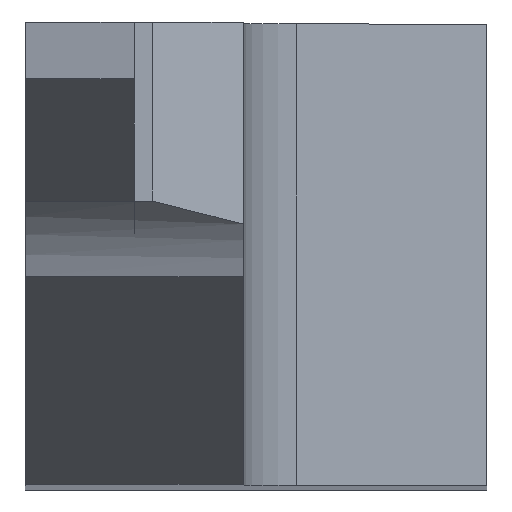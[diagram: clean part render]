
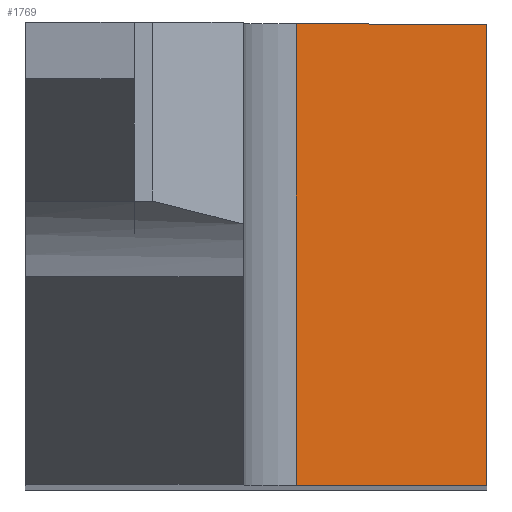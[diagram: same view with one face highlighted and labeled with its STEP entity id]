
A CAD part, top view. The second image highlights one B-rep face of the part: STEP entity #1769.
In plain terms, the highlighted planar face has unit normal (0.707, 0, 0.707).
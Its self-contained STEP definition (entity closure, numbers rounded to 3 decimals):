
#55 = VERTEX_POINT ( 'NONE', #1374 ) ;
#63 = DIRECTION ( 'NONE',  ( -0.707, 0., 0.707 ) ) ;
#152 = CARTESIAN_POINT ( 'NONE',  ( 0., 0., -29.771 ) ) ;
#163 = VECTOR ( 'NONE', #1162, 1000. ) ;
#173 = VERTEX_POINT ( 'NONE', #965 ) ;
#185 = LINE ( 'NONE', #251, #1567 ) ;
#217 = CARTESIAN_POINT ( 'NONE',  ( 0., 12.7, -29.771 ) ) ;
#248 = FACE_OUTER_BOUND ( 'NONE', #996, .T. ) ;
#251 = CARTESIAN_POINT ( 'NONE',  ( 35.114, 0., -64.886 ) ) ;
#263 = CARTESIAN_POINT ( 'NONE',  ( -5.236, 139.7, -24.536 ) ) ;
#286 = LINE ( 'NONE', #395, #707 ) ;
#316 = ORIENTED_EDGE ( 'NONE', *, *, #1807, .T. ) ;
#395 = CARTESIAN_POINT ( 'NONE',  ( 35.114, 12.7, -64.886 ) ) ;
#418 = ORIENTED_EDGE ( 'NONE', *, *, #1015, .F. ) ;
#670 = VECTOR ( 'NONE', #1955, 1000. ) ;
#707 = VECTOR ( 'NONE', #1473, 1000. ) ;
#869 = DIRECTION ( 'NONE',  ( 0.707, 0., -0.707 ) ) ;
#888 = ORIENTED_EDGE ( 'NONE', *, *, #995, .F. ) ;
#907 = VERTEX_POINT ( 'NONE', #152 ) ;
#965 = CARTESIAN_POINT ( 'NONE',  ( -5.236, 12.7, -24.536 ) ) ;
#995 = EDGE_CURVE ( 'NONE', #1672, #907, #1198, .T. ) ;
#996 = EDGE_LOOP ( 'NONE', ( #316, #1259, #888, #418 ) ) ;
#1015 = EDGE_CURVE ( 'NONE', #173, #1672, #286, .T. ) ;
#1162 = DIRECTION ( 'NONE',  ( 0., -1., 0. ) ) ;
#1198 = LINE ( 'NONE', #2032, #163 ) ;
#1221 = CARTESIAN_POINT ( 'NONE',  ( 0., 139.7, -29.771 ) ) ;
#1258 = AXIS2_PLACEMENT_3D ( 'NONE', #1221, #1808, #869 ) ;
#1259 = ORIENTED_EDGE ( 'NONE', *, *, #1785, .F. ) ;
#1374 = CARTESIAN_POINT ( 'NONE',  ( -5.236, 0., -24.536 ) ) ;
#1376 = PLANE ( 'NONE',  #1258 ) ;
#1473 = DIRECTION ( 'NONE',  ( 0.707, 0., -0.707 ) ) ;
#1567 = VECTOR ( 'NONE', #63, 1000. ) ;
#1610 = LINE ( 'NONE', #263, #670 ) ;
#1672 = VERTEX_POINT ( 'NONE', #217 ) ;
#1769 = ADVANCED_FACE ( 'NONE', ( #248 ), #1376, .F. ) ;
#1785 = EDGE_CURVE ( 'NONE', #907, #55, #185, .T. ) ;
#1807 = EDGE_CURVE ( 'NONE', #173, #55, #1610, .T. ) ;
#1808 = DIRECTION ( 'NONE',  ( -0.707, 0., -0.707 ) ) ;
#1955 = DIRECTION ( 'NONE',  ( 0., -1., 0. ) ) ;
#2032 = CARTESIAN_POINT ( 'NONE',  ( 0., 139.7, -29.771 ) ) ;
